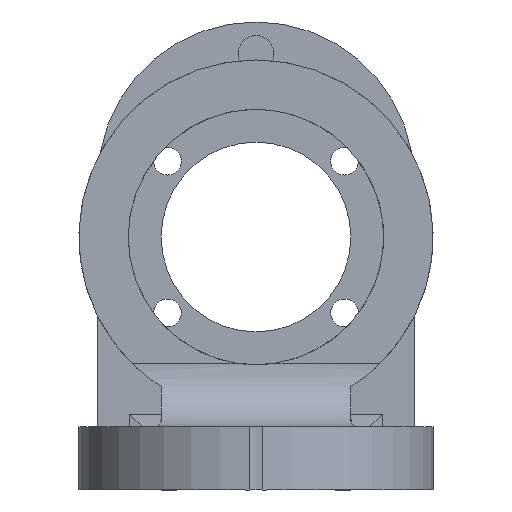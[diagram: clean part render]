
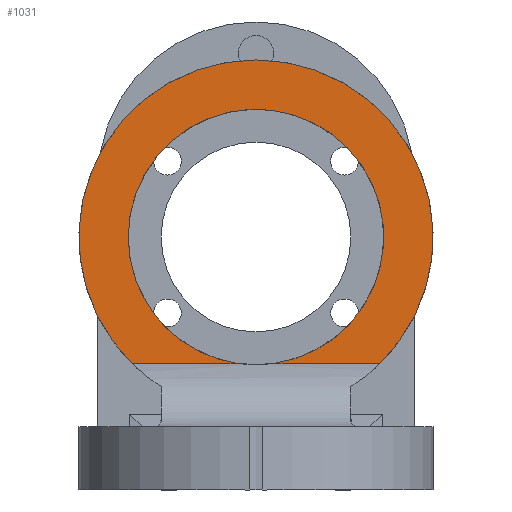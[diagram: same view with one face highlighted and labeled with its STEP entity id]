
A CAD part, front view. The second image highlights one B-rep face of the part: STEP entity #1031.
In plain terms, the highlighted planar face has unit normal (0, -1, 0).
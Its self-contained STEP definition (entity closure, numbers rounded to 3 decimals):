
#64=CIRCLE('',#1119,10.1);
#65=CIRCLE('',#1120,10.1);
#66=CIRCLE('',#1121,14.);
#153=FACE_OUTER_BOUND('',#213,.T.);
#213=EDGE_LOOP('',(#755,#756,#757,#758,#759));
#309=LINE('',#1661,#390);
#310=LINE('',#1670,#391);
#390=VECTOR('',#1290,10.);
#391=VECTOR('',#1291,10.);
#478=VERTEX_POINT('',#1653);
#479=VERTEX_POINT('',#1660);
#480=VERTEX_POINT('',#1662);
#481=VERTEX_POINT('',#1669);
#482=VERTEX_POINT('',#1678);
#588=EDGE_CURVE('',#478,#479,#309,.T.);
#590=EDGE_CURVE('',#480,#481,#310,.T.);
#592=EDGE_CURVE('',#480,#482,#64,.T.);
#593=EDGE_CURVE('',#482,#479,#65,.T.);
#594=EDGE_CURVE('',#478,#481,#66,.T.);
#755=ORIENTED_EDGE('',*,*,#590,.F.);
#756=ORIENTED_EDGE('',*,*,#592,.T.);
#757=ORIENTED_EDGE('',*,*,#593,.T.);
#758=ORIENTED_EDGE('',*,*,#588,.F.);
#759=ORIENTED_EDGE('',*,*,#594,.T.);
#997=PLANE('',#1118);
#1031=ADVANCED_FACE('',(#153),#997,.F.);
#1118=AXIS2_PLACEMENT_3D('',#1677,#1292,#1293);
#1119=AXIS2_PLACEMENT_3D('',#1679,#1294,#1295);
#1120=AXIS2_PLACEMENT_3D('',#1680,#1296,#1297);
#1121=AXIS2_PLACEMENT_3D('',#1681,#1298,#1299);
#1290=DIRECTION('',(-1.,0.,0.));
#1291=DIRECTION('',(-1.,0.,0.));
#1292=DIRECTION('center_axis',(0.,1.,0.));
#1293=DIRECTION('ref_axis',(1.,0.,0.));
#1294=DIRECTION('center_axis',(0.,1.,0.));
#1295=DIRECTION('ref_axis',(1.,0.,0.));
#1296=DIRECTION('center_axis',(0.,1.,0.));
#1297=DIRECTION('ref_axis',(1.,0.,0.));
#1298=DIRECTION('center_axis',(0.,-1.,0.));
#1299=DIRECTION('ref_axis',(-0.536,0.,-0.844));
#1653=CARTESIAN_POINT('',(9.798,-74.178,10.));
#1660=CARTESIAN_POINT('',(1.418,-74.178,10.));
#1661=CARTESIAN_POINT('',(0.,-74.178,10.));
#1662=CARTESIAN_POINT('',(-1.418,-74.178,10.));
#1669=CARTESIAN_POINT('',(-9.798,-74.178,10.));
#1670=CARTESIAN_POINT('',(0.,-74.178,10.));
#1677=CARTESIAN_POINT('Origin',(0.,-74.178,
17.));
#1678=CARTESIAN_POINT('',(-10.1,-74.178,20.));
#1679=CARTESIAN_POINT('Origin',(0.,-74.178,
20.));
#1680=CARTESIAN_POINT('Origin',(0.,-74.178,
20.));
#1681=CARTESIAN_POINT('Origin',(0.,-74.178,
20.));
